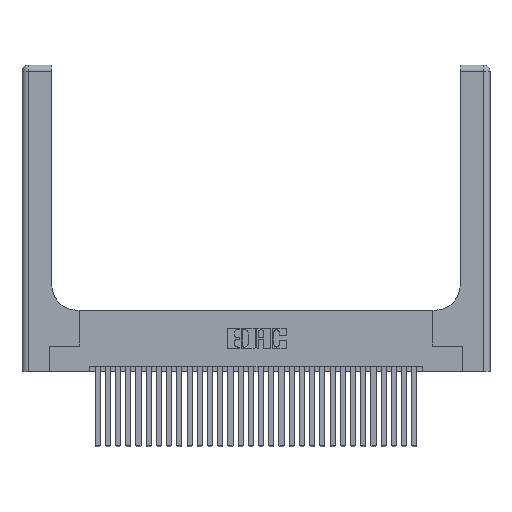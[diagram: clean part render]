
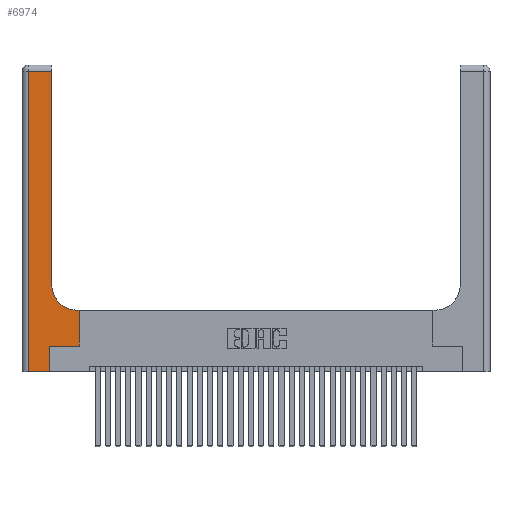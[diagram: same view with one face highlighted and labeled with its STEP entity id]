
A CAD part, top view. The second image highlights one B-rep face of the part: STEP entity #6974.
In plain terms, the highlighted planar face has unit normal (0, 0, 1).
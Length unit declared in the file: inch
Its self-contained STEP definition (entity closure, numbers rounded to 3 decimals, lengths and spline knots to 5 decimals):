
#853 = EDGE_CURVE ( 'NONE', #24373, #25902, #11144, .T. ) ;
#882 = EDGE_CURVE ( 'NONE', #31437, #16418, #26614, .T. ) ;
#2034 = CARTESIAN_POINT ( 'NONE',  ( 0.2915, 3., 0.37 ) ) ;
#2581 = VECTOR ( 'NONE', #4195, 39.37008 ) ;
#2988 = ORIENTED_EDGE ( 'NONE', *, *, #3141, .T. ) ;
#3141 = EDGE_CURVE ( 'NONE', #25902, #29842, #29790, .T. ) ;
#3395 = VERTEX_POINT ( 'NONE', #13564 ) ;
#3727 = DIRECTION ( 'NONE',  ( 0., -1., 0. ) ) ;
#3911 = CARTESIAN_POINT ( 'NONE',  ( 0.5585, 0.6, 0.37 ) ) ;
#4195 = DIRECTION ( 'NONE',  ( 0., 1., 0. ) ) ;
#4645 = ORIENTED_EDGE ( 'NONE', *, *, #18367, .T. ) ;
#4705 = AXIS2_PLACEMENT_3D ( 'NONE', #14316, #31173, #16768 ) ;
#4807 = LINE ( 'NONE', #2034, #23414 ) ;
#5763 = ORIENTED_EDGE ( 'NONE', *, *, #882, .T. ) ;
#6415 = VERTEX_POINT ( 'NONE', #26704 ) ;
#6567 = DIRECTION ( 'NONE',  ( 1., 0., 0. ) ) ;
#6630 = CARTESIAN_POINT ( 'NONE',  ( 0., 0., 0.37 ) ) ;
#6863 = EDGE_CURVE ( 'NONE', #16418, #24373, #8442, .T. ) ;
#6974 = ADVANCED_FACE ( 'NONE', ( #11082 ), #9449, .F. ) ;
#7331 = EDGE_CURVE ( 'NONE', #12503, #31437, #14830, .T. ) ;
#7342 = ORIENTED_EDGE ( 'NONE', *, *, #6863, .T. ) ;
#7468 = CARTESIAN_POINT ( 'NONE',  ( 0.5585, 0.25, 0.37 ) ) ;
#7960 = DIRECTION ( 'NONE',  ( 0., 0., -1. ) ) ;
#8359 = ORIENTED_EDGE ( 'NONE', *, *, #18085, .T. ) ;
#8442 = LINE ( 'NONE', #18789, #2581 ) ;
#8610 = CARTESIAN_POINT ( 'NONE',  ( 0.06, 3., 0.37 ) ) ;
#8746 = CARTESIAN_POINT ( 'NONE',  ( 0.2915, 2.94, 0.37 ) ) ;
#9449 = PLANE ( 'NONE',  #4705 ) ;
#9879 = CARTESIAN_POINT ( 'NONE',  ( 0.06, 2.94, 0.37 ) ) ;
#10389 = CARTESIAN_POINT ( 'NONE',  ( 0.5585, 0.25, 0.37 ) ) ;
#11082 = FACE_OUTER_BOUND ( 'NONE', #29063, .T. ) ;
#11144 = LINE ( 'NONE', #17793, #20981 ) ;
#11660 = LINE ( 'NONE', #17618, #29365 ) ;
#11850 = LINE ( 'NONE', #26244, #23942 ) ;
#12503 = VERTEX_POINT ( 'NONE', #9879 ) ;
#13564 = CARTESIAN_POINT ( 'NONE',  ( 0.2915, 0.85, 0.37 ) ) ;
#14316 = CARTESIAN_POINT ( 'NONE',  ( 0., 3., 0.37 ) ) ;
#14621 = VERTEX_POINT ( 'NONE', #8746 ) ;
#14830 = LINE ( 'NONE', #8610, #26923 ) ;
#15730 = AXIS2_PLACEMENT_3D ( 'NONE', #22449, #7960, #24864 ) ;
#16418 = VERTEX_POINT ( 'NONE', #22984 ) ;
#16726 = DIRECTION ( 'NONE',  ( 0., 1., 0. ) ) ;
#16768 = DIRECTION ( 'NONE',  ( -1., 0., 0. ) ) ;
#17618 = CARTESIAN_POINT ( 'NONE',  ( 0.2915, 0.6, 0.37 ) ) ;
#17776 = ORIENTED_EDGE ( 'NONE', *, *, #24186, .T. ) ;
#17793 = CARTESIAN_POINT ( 'NONE',  ( 0.269, 0.25, 0.37 ) ) ;
#18085 = EDGE_CURVE ( 'NONE', #14621, #12503, #11850, .T. ) ;
#18367 = EDGE_CURVE ( 'NONE', #6415, #3395, #24303, .T. ) ;
#18428 = DIRECTION ( 'NONE',  ( 1., 0., 0. ) ) ;
#18469 = ORIENTED_EDGE ( 'NONE', *, *, #853, .T. ) ;
#18789 = CARTESIAN_POINT ( 'NONE',  ( 0.269, 0., 0.37 ) ) ;
#19984 = CARTESIAN_POINT ( 'NONE',  ( 0.269, 0.25, 0.37 ) ) ;
#20044 = DIRECTION ( 'NONE',  ( -1., 0., 0. ) ) ;
#20211 = VECTOR ( 'NONE', #6567, 39.37008 ) ;
#20981 = VECTOR ( 'NONE', #18428, 39.37008 ) ;
#22033 = EDGE_CURVE ( 'NONE', #29842, #6415, #11660, .T. ) ;
#22449 = CARTESIAN_POINT ( 'NONE',  ( 0.5415, 0.85, 0.37 ) ) ;
#22984 = CARTESIAN_POINT ( 'NONE',  ( 0.269, 0., 0.37 ) ) ;
#23414 = VECTOR ( 'NONE', #16726, 39.37008 ) ;
#23942 = VECTOR ( 'NONE', #28636, 39.37008 ) ;
#23951 = ORIENTED_EDGE ( 'NONE', *, *, #7331, .T. ) ;
#24165 = VECTOR ( 'NONE', #27190, 39.37008 ) ;
#24186 = EDGE_CURVE ( 'NONE', #3395, #14621, #4807, .T. ) ;
#24303 = CIRCLE ( 'NONE', #15730, 0.25 ) ;
#24373 = VERTEX_POINT ( 'NONE', #19984 ) ;
#24864 = DIRECTION ( 'NONE',  ( 1., 0., 0. ) ) ;
#25902 = VERTEX_POINT ( 'NONE', #7468 ) ;
#26244 = CARTESIAN_POINT ( 'NONE',  ( 0., 2.94, 0.37 ) ) ;
#26614 = LINE ( 'NONE', #6630, #20211 ) ;
#26704 = CARTESIAN_POINT ( 'NONE',  ( 0.5415, 0.6, 0.37 ) ) ;
#26923 = VECTOR ( 'NONE', #3727, 39.37008 ) ;
#27190 = DIRECTION ( 'NONE',  ( 0., 1., 0. ) ) ;
#28636 = DIRECTION ( 'NONE',  ( -1., 0., 0. ) ) ;
#29063 = EDGE_LOOP ( 'NONE', ( #17776, #8359, #23951, #5763, #7342, #18469, #2988, #30478, #4645 ) ) ;
#29365 = VECTOR ( 'NONE', #20044, 39.37008 ) ;
#29790 = LINE ( 'NONE', #10389, #24165 ) ;
#29842 = VERTEX_POINT ( 'NONE', #3911 ) ;
#30478 = ORIENTED_EDGE ( 'NONE', *, *, #22033, .T. ) ;
#31173 = DIRECTION ( 'NONE',  ( 0., 0., -1. ) ) ;
#31234 = CARTESIAN_POINT ( 'NONE',  ( 0.06, 0., 0.37 ) ) ;
#31437 = VERTEX_POINT ( 'NONE', #31234 ) ;
